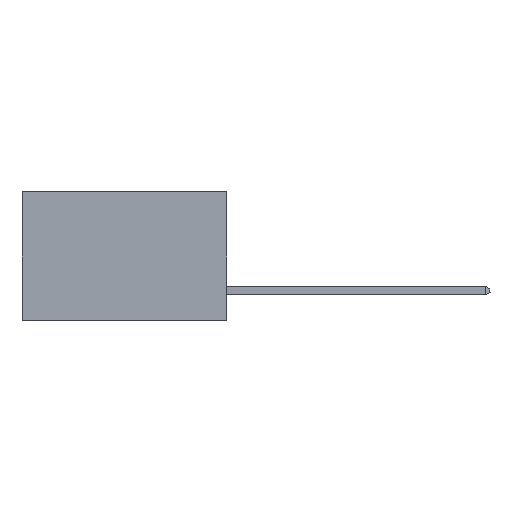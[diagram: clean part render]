
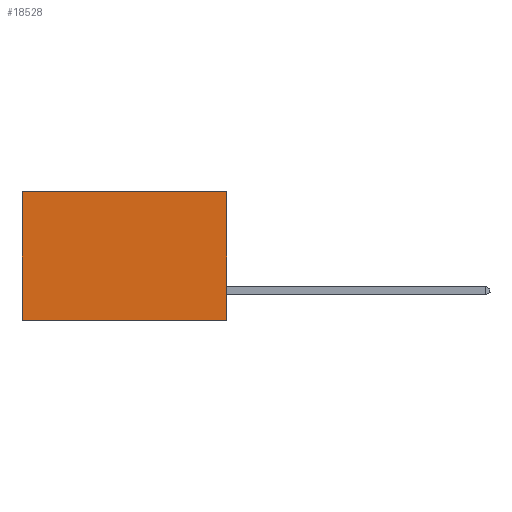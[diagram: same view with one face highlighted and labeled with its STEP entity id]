
A CAD part, left-side view. The second image highlights one B-rep face of the part: STEP entity #18528.
In plain terms, the highlighted planar face has unit normal (-1, 0, 0).
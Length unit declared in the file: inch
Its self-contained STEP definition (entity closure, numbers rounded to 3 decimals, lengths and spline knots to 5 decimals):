
#615 = EDGE_CURVE ( 'NONE', #20552, #12115, #9248, .T. ) ;
#1695 = CARTESIAN_POINT ( 'NONE',  ( 0.277, 0., -0.37 ) ) ;
#1714 = CARTESIAN_POINT ( 'NONE',  ( 0.277, 0., -0.37 ) ) ;
#2533 = LINE ( 'NONE', #20861, #11527 ) ;
#3372 = VERTEX_POINT ( 'NONE', #1714 ) ;
#3534 = DIRECTION ( 'NONE',  ( 0., 0., -1. ) ) ;
#3576 = LINE ( 'NONE', #16436, #8434 ) ;
#5572 = CARTESIAN_POINT ( 'NONE',  ( 0.277, 0.59, 0. ) ) ;
#7403 = ORIENTED_EDGE ( 'NONE', *, *, #7874, .F. ) ;
#7874 = EDGE_CURVE ( 'NONE', #19703, #3372, #2533, .T. ) ;
#8434 = VECTOR ( 'NONE', #11149, 39.37008 ) ;
#9209 = CARTESIAN_POINT ( 'NONE',  ( 0.277, 0.59, -0.37 ) ) ;
#9248 = LINE ( 'NONE', #11635, #17453 ) ;
#9413 = VECTOR ( 'NONE', #9704, 39.37008 ) ;
#9704 = DIRECTION ( 'NONE',  ( 0., 1., 0. ) ) ;
#11149 = DIRECTION ( 'NONE',  ( 0., 1., 0. ) ) ;
#11527 = VECTOR ( 'NONE', #22579, 39.37008 ) ;
#11635 = CARTESIAN_POINT ( 'NONE',  ( 0.277, 0.59, -0.37 ) ) ;
#12089 = ORIENTED_EDGE ( 'NONE', *, *, #18110, .T. ) ;
#12115 = VERTEX_POINT ( 'NONE', #9209 ) ;
#13310 = DIRECTION ( 'NONE',  ( 0., 0., -1. ) ) ;
#14202 = DIRECTION ( 'NONE',  ( 1., 0., 0. ) ) ;
#14602 = ORIENTED_EDGE ( 'NONE', *, *, #20749, .F. ) ;
#14609 = LINE ( 'NONE', #21868, #9413 ) ;
#15629 = CARTESIAN_POINT ( 'NONE',  ( 0.277, 0., 0. ) ) ;
#16436 = CARTESIAN_POINT ( 'NONE',  ( 0.277, 0., 0. ) ) ;
#17453 = VECTOR ( 'NONE', #13310, 39.37008 ) ;
#17776 = AXIS2_PLACEMENT_3D ( 'NONE', #1695, #14202, #3534 ) ;
#18110 = EDGE_CURVE ( 'NONE', #19703, #20552, #3576, .T. ) ;
#18528 = ADVANCED_FACE ( 'NONE', ( #21743 ), #21116, .F. ) ;
#18834 = ORIENTED_EDGE ( 'NONE', *, *, #615, .T. ) ;
#19703 = VERTEX_POINT ( 'NONE', #15629 ) ;
#20552 = VERTEX_POINT ( 'NONE', #5572 ) ;
#20749 = EDGE_CURVE ( 'NONE', #3372, #12115, #14609, .T. ) ;
#20861 = CARTESIAN_POINT ( 'NONE',  ( 0.277, 0., -0.37 ) ) ;
#21116 = PLANE ( 'NONE',  #17776 ) ;
#21743 = FACE_OUTER_BOUND ( 'NONE', #22418, .T. ) ;
#21868 = CARTESIAN_POINT ( 'NONE',  ( 0.277, 0., -0.37 ) ) ;
#22418 = EDGE_LOOP ( 'NONE', ( #18834, #14602, #7403, #12089 ) ) ;
#22579 = DIRECTION ( 'NONE',  ( 0., 0., -1. ) ) ;
